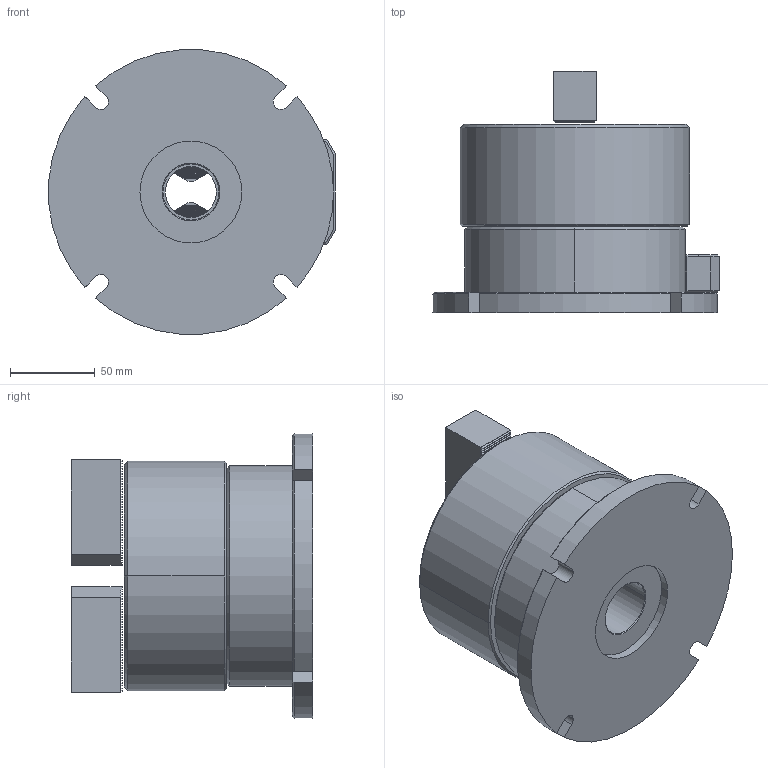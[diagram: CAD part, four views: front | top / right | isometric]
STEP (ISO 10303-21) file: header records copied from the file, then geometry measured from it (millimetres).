
FILE_DESCRIPTION (( 'STEP AP203' ), '1' );
FILE_NAME ('VH-205 外觀參考.STEP', '2015-05-19T02:19:06', ( 'temp' ), ( '' ), 'SwSTEP 2.0', 'SolidWorks 2011', '' );
FILE_SCHEMA (( 'CONFIG_CONTROL_DESIGN' ));
Length unit declared in the file: metre
Products named in the file (9): VH-205 外觀參考; M10x60; 2H-05(VH205); SJ-05; 2H-05本體; M5x25; VH-06油路板; VH-05缸體; VH-05底座
Assembly tree (14 placements, depth 3):
  VH-205 外觀參考
    VH-06油路板
    M10x60  x4
    M5x25  x3
    2H-05(VH205)
      SJ-05  x2
      2H-05本體
    VH-05缸體
    VH-05底座
Bounding box: 168.72 x 142.2 x 167.44 mm (x, y, z)
Volume: 1332300.5 mm3; surface area: 216395.3 mm2
Topology: 13 solids, 13 shells, 724 faces, 1893 edges, 1208 vertices
Faces by surface type: plane 428, cylinder 204, cone 92
Entity records: 14201 total; most frequent: CARTESIAN_POINT 2667, ORIENTED_EDGE 2190, DIRECTION 2166, EDGE_CURVE 1095, AXIS2_PLACEMENT_3D 730, VECTOR 706, LINE 706, VERTEX_POINT 703
